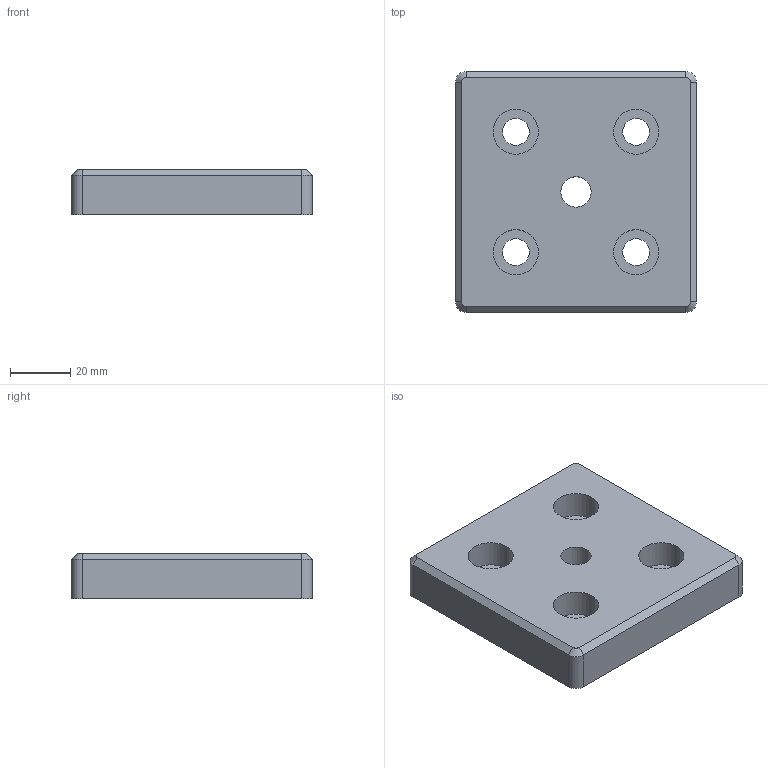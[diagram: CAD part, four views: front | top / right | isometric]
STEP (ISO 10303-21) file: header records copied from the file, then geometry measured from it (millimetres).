
FILE_DESCRIPTION((''),'2;1');
FILE_NAME('SZ0220V-A.stp','2013-08-21T13:52:24',('janine behrens'),(''),'Autodesk Inventor 2012','Autodesk Inventor 2012','');
FILE_SCHEMA(('AUTOMOTIVE_DESIGN { 1 0 10303 214 1 1 1 1 }'));
Length unit declared in the file: millimetre
Products named in the file (1): SZ0220V-A
Bounding box: 80 x 80 x 15 mm (x, y, z)
Volume: 86130.9 mm3; surface area: 19297.7 mm2
Topology: 1 solids, 1 shells, 31 faces, 68 edges, 43 vertices
Faces by surface type: plane 14, cylinder 13, cone 4
Full cylindrical faces by diameter (mm): 9 x4, 10.106 x1, 15 x4
Entity records: 848 total; most frequent: DIRECTION 152, CARTESIAN_POINT 132, ORIENTED_EDGE 116, AXIS2_PLACEMENT_3D 62, EDGE_CURVE 58, EDGE_LOOP 54, VERTEX_POINT 42, FACE_OUTER_BOUND 31
